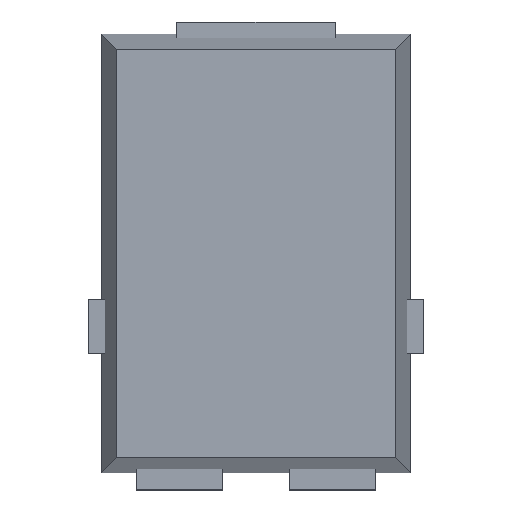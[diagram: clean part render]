
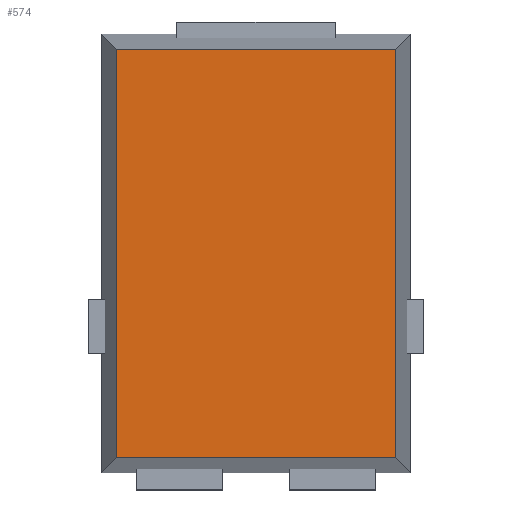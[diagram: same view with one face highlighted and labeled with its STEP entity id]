
A CAD part, top view. The second image highlights one B-rep face of the part: STEP entity #574.
In plain terms, the highlighted planar face has unit normal (0, 0, 1).
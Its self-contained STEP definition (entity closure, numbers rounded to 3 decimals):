
#70=FACE_OUTER_BOUND('',#102,.T.);
#102=EDGE_LOOP('',(#507,#508,#509,#510));
#165=LINE('',#905,#237);
#168=LINE('',#911,#240);
#171=LINE('',#917,#243);
#174=LINE('',#921,#246);
#237=VECTOR('',#742,10.);
#240=VECTOR('',#747,10.);
#243=VECTOR('',#752,10.);
#246=VECTOR('',#757,10.);
#289=VERTEX_POINT('',#902);
#290=VERTEX_POINT('',#904);
#292=VERTEX_POINT('',#910);
#294=VERTEX_POINT('',#916);
#357=EDGE_CURVE('',#290,#289,#165,.F.);
#360=EDGE_CURVE('',#292,#290,#168,.F.);
#363=EDGE_CURVE('',#294,#292,#171,.F.);
#366=EDGE_CURVE('',#289,#294,#174,.F.);
#507=ORIENTED_EDGE('',*,*,#366,.T.);
#508=ORIENTED_EDGE('',*,*,#363,.T.);
#509=ORIENTED_EDGE('',*,*,#360,.T.);
#510=ORIENTED_EDGE('',*,*,#357,.T.);
#542=PLANE('',#614);
#574=ADVANCED_FACE('',(#70),#542,.T.);
#614=AXIS2_PLACEMENT_3D('',#923,#760,#761);
#742=DIRECTION('',(0.,-1.,0.));
#747=DIRECTION('',(-1.,0.,0.));
#752=DIRECTION('',(0.,1.,0.));
#757=DIRECTION('',(1.,0.,0.));
#760=DIRECTION('center_axis',(0.,0.,1.));
#761=DIRECTION('ref_axis',(1.,0.,0.));
#902=CARTESIAN_POINT('',(1.935,4.222,1.22));
#904=CARTESIAN_POINT('',(1.935,-1.448,1.22));
#905=CARTESIAN_POINT('',(1.935,-0.138,1.22));
#910=CARTESIAN_POINT('',(-1.935,-1.448,1.22));
#911=CARTESIAN_POINT('',(-1.075,-1.448,1.22));
#916=CARTESIAN_POINT('',(-1.935,4.222,1.22));
#917=CARTESIAN_POINT('',(-1.935,2.912,1.22));
#921=CARTESIAN_POINT('',(1.075,4.222,1.22));
#923=CARTESIAN_POINT('Origin',(0.,1.387,1.22));
